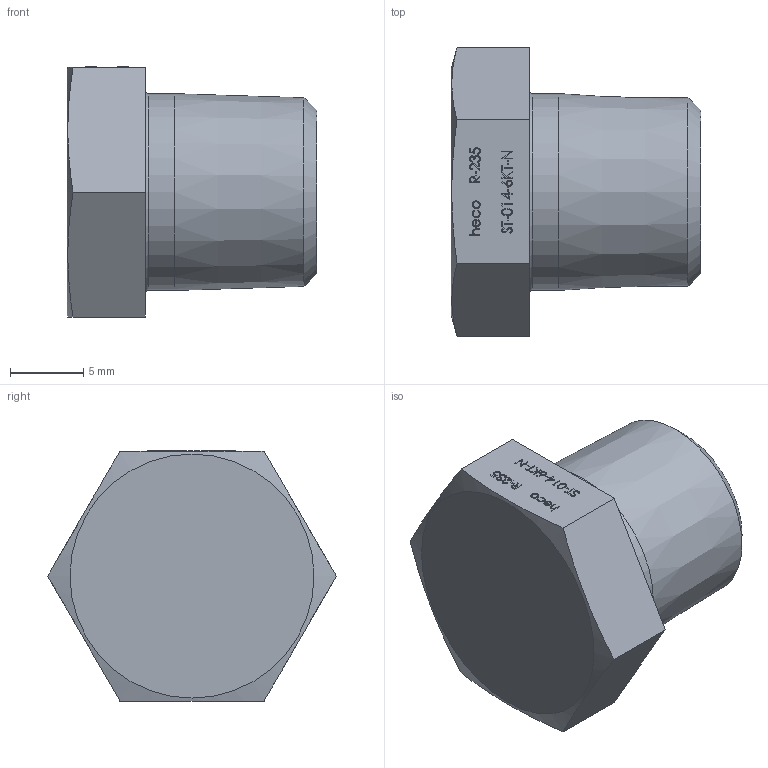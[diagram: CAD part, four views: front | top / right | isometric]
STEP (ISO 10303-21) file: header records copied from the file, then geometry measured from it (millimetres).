
FILE_DESCRIPTION (( 'STEP AP214' ), '1' );
FILE_NAME ('ST-014-6KT-N R-235 Stopfen 6KT kon 2011.STEP', '2020-11-16T13:57:16', ( '' ), ( '' ), 'SwSTEP 2.0', 'SolidWorks 2019', '' );
FILE_SCHEMA (( 'AUTOMOTIVE_DESIGN' ));
Length unit declared in the file: millimetre
Products named in the file (1): ST-014-6KT-N R-235 Stopfen 6KT kon 2011
Bounding box: 17 x 19.63 x 17.01 mm (x, y, z)
Volume: 2897.8 mm3; surface area: 1250.9 mm2
Topology: 1 solids, 1 shells, 258 faces, 682 edges, 454 vertices
Faces by surface type: plane 152, bspline 101, cone 3, cylinder 1, torus 1
Full cylindrical faces by diameter (mm): 13.388 x1
Entity records: 15820 total; most frequent: CARTESIAN_POINT 7500, ORIENTED_EDGE 1350, DIRECTION 789, EDGE_CURVE 675, LINE 461, VECTOR 461, VERTEX_POINT 452, EDGE_LOOP 291
